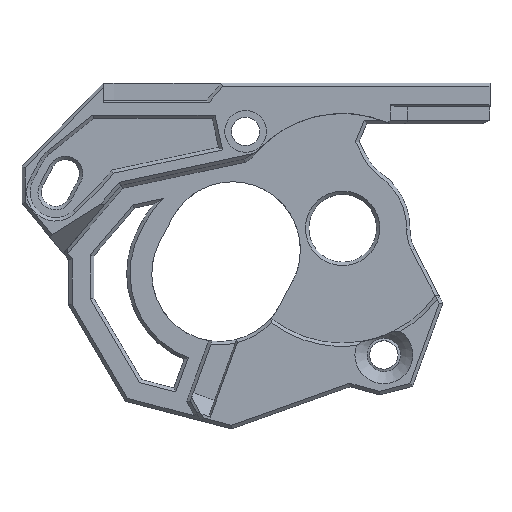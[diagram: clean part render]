
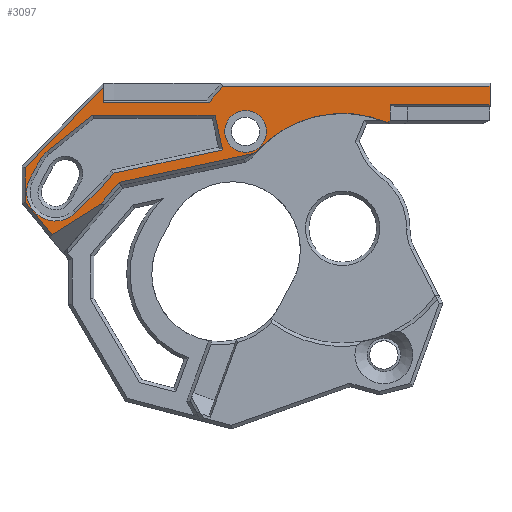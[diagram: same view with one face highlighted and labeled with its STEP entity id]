
A CAD part, top view. The second image highlights one B-rep face of the part: STEP entity #3097.
In plain terms, the highlighted planar face has unit normal (0, 0, 1).
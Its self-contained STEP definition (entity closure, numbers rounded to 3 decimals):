
#66=CIRCLE('',#3302,13.75);
#68=CIRCLE('',#3307,3.45);
#69=CIRCLE('',#3308,47.29);
#70=CIRCLE('',#3309,3.45);
#71=CIRCLE('',#3310,2.5);
#218=ORIENTED_EDGE('',*,*,#1120,.F.);
#219=ORIENTED_EDGE('',*,*,#1121,.F.);
#220=ORIENTED_EDGE('',*,*,#1122,.F.);
#221=ORIENTED_EDGE('',*,*,#1123,.F.);
#222=ORIENTED_EDGE('',*,*,#1124,.F.);
#223=ORIENTED_EDGE('',*,*,#1125,.F.);
#224=ORIENTED_EDGE('',*,*,#1126,.F.);
#225=ORIENTED_EDGE('',*,*,#1127,.F.);
#226=ORIENTED_EDGE('',*,*,#1128,.F.);
#227=ORIENTED_EDGE('',*,*,#1129,.T.);
#228=ORIENTED_EDGE('',*,*,#1107,.F.);
#229=ORIENTED_EDGE('',*,*,#1130,.F.);
#230=ORIENTED_EDGE('',*,*,#1131,.T.);
#231=ORIENTED_EDGE('',*,*,#1132,.T.);
#232=ORIENTED_EDGE('',*,*,#1133,.F.);
#233=ORIENTED_EDGE('',*,*,#1134,.F.);
#234=ORIENTED_EDGE('',*,*,#1135,.F.);
#235=ORIENTED_EDGE('',*,*,#1136,.F.);
#236=ORIENTED_EDGE('',*,*,#1137,.F.);
#237=ORIENTED_EDGE('',*,*,#1138,.F.);
#238=ORIENTED_EDGE('',*,*,#1139,.F.);
#239=ORIENTED_EDGE('',*,*,#1140,.F.);
#240=ORIENTED_EDGE('',*,*,#1141,.F.);
#241=ORIENTED_EDGE('',*,*,#1142,.F.);
#242=ORIENTED_EDGE('',*,*,#1143,.F.);
#243=ORIENTED_EDGE('',*,*,#1115,.F.);
#1107=EDGE_CURVE('',#1558,#1559,#1841,.T.);
#1115=EDGE_CURVE('',#1559,#1565,#66,.T.);
#1120=EDGE_CURVE('',#1569,#1570,#1849,.T.);
#1121=EDGE_CURVE('',#1571,#1569,#68,.T.);
#1122=EDGE_CURVE('',#1572,#1571,#69,.T.);
#1123=EDGE_CURVE('',#1573,#1572,#70,.T.);
#1124=EDGE_CURVE('',#1574,#1573,#1850,.T.);
#1125=EDGE_CURVE('',#1575,#1574,#1851,.T.);
#1126=EDGE_CURVE('',#1576,#1575,#1852,.T.);
#1127=EDGE_CURVE('',#1577,#1576,#1853,.T.);
#1128=EDGE_CURVE('',#1570,#1577,#1854,.T.);
#1129=EDGE_CURVE('',#1578,#1578,#71,.T.);
#1130=EDGE_CURVE('',#1579,#1558,#1855,.T.);
#1131=EDGE_CURVE('',#1579,#1580,#1856,.T.);
#1132=EDGE_CURVE('',#1580,#1581,#1857,.T.);
#1133=EDGE_CURVE('',#1582,#1581,#1858,.T.);
#1134=EDGE_CURVE('',#1583,#1582,#1859,.T.);
#1135=EDGE_CURVE('',#1584,#1583,#1860,.T.);
#1136=EDGE_CURVE('',#1585,#1584,#1861,.T.);
#1137=EDGE_CURVE('',#1586,#1585,#1862,.T.);
#1138=EDGE_CURVE('',#1587,#1586,#1863,.T.);
#1139=EDGE_CURVE('',#1588,#1587,#1864,.T.);
#1140=EDGE_CURVE('',#1589,#1588,#1865,.T.);
#1141=EDGE_CURVE('',#1590,#1589,#1866,.T.);
#1142=EDGE_CURVE('',#1591,#1590,#1867,.T.);
#1143=EDGE_CURVE('',#1565,#1591,#1868,.T.);
#1558=VERTEX_POINT('',#4550);
#1559=VERTEX_POINT('',#4552);
#1565=VERTEX_POINT('',#4568);
#1569=VERTEX_POINT('',#4578);
#1570=VERTEX_POINT('',#4579);
#1571=VERTEX_POINT('',#4581);
#1572=VERTEX_POINT('',#4583);
#1573=VERTEX_POINT('',#4585);
#1574=VERTEX_POINT('',#4587);
#1575=VERTEX_POINT('',#4589);
#1576=VERTEX_POINT('',#4591);
#1577=VERTEX_POINT('',#4593);
#1578=VERTEX_POINT('',#4596);
#1579=VERTEX_POINT('',#4598);
#1580=VERTEX_POINT('',#4600);
#1581=VERTEX_POINT('',#4602);
#1582=VERTEX_POINT('',#4604);
#1583=VERTEX_POINT('',#4606);
#1584=VERTEX_POINT('',#4608);
#1585=VERTEX_POINT('',#4610);
#1586=VERTEX_POINT('',#4612);
#1587=VERTEX_POINT('',#4614);
#1588=VERTEX_POINT('',#4616);
#1589=VERTEX_POINT('',#4618);
#1590=VERTEX_POINT('',#4620);
#1591=VERTEX_POINT('',#4622);
#1841=LINE('',#4551,#2202);
#1849=LINE('',#4577,#2210);
#1850=LINE('',#4586,#2211);
#1851=LINE('',#4588,#2212);
#1852=LINE('',#4590,#2213);
#1853=LINE('',#4592,#2214);
#1854=LINE('',#4594,#2215);
#1855=LINE('',#4597,#2216);
#1856=LINE('',#4599,#2217);
#1857=LINE('',#4601,#2218);
#1858=LINE('',#4603,#2219);
#1859=LINE('',#4605,#2220);
#1860=LINE('',#4607,#2221);
#1861=LINE('',#4609,#2222);
#1862=LINE('',#4611,#2223);
#1863=LINE('',#4613,#2224);
#1864=LINE('',#4615,#2225);
#1865=LINE('',#4617,#2226);
#1866=LINE('',#4619,#2227);
#1867=LINE('',#4621,#2228);
#1868=LINE('',#4623,#2229);
#2202=VECTOR('',#3621,1000.);
#2210=VECTOR('',#3645,1000.);
#2211=VECTOR('',#3652,1000.);
#2212=VECTOR('',#3653,1000.);
#2213=VECTOR('',#3654,1000.);
#2214=VECTOR('',#3655,1000.);
#2215=VECTOR('',#3656,1000.);
#2216=VECTOR('',#3659,1000.);
#2217=VECTOR('',#3660,1000.);
#2218=VECTOR('',#3661,1000.);
#2219=VECTOR('',#3662,1000.);
#2220=VECTOR('',#3663,1000.);
#2221=VECTOR('',#3664,1000.);
#2222=VECTOR('',#3665,1000.);
#2223=VECTOR('',#3666,1000.);
#2224=VECTOR('',#3667,1000.);
#2225=VECTOR('',#3668,1000.);
#2226=VECTOR('',#3669,1000.);
#2227=VECTOR('',#3670,1000.);
#2228=VECTOR('',#3671,1000.);
#2229=VECTOR('',#3672,1000.);
#2541=EDGE_LOOP('',(#218,#219,#220,#221,#222,#223,#224,#225,#226));
#2542=EDGE_LOOP('',(#227));
#2543=EDGE_LOOP('',(#228,#229,#230,#231,#232,#233,#234,#235,#236,#237,#238,
#239,#240,#241,#242,#243));
#2751=FACE_BOUND('',#2541,.T.);
#2752=FACE_BOUND('',#2542,.T.);
#2753=FACE_BOUND('',#2543,.T.);
#2958=PLANE('',#3306);
#3097=ADVANCED_FACE('',(#2751,#2752,#2753),#2958,.F.);
#3302=AXIS2_PLACEMENT_3D('',#4567,#3634,#3635);
#3306=AXIS2_PLACEMENT_3D('',#4576,#3643,#3644);
#3307=AXIS2_PLACEMENT_3D('',#4580,#3646,#3647);
#3308=AXIS2_PLACEMENT_3D('',#4582,#3648,#3649);
#3309=AXIS2_PLACEMENT_3D('',#4584,#3650,#3651);
#3310=AXIS2_PLACEMENT_3D('',#4595,#3657,#3658);
#3621=DIRECTION('',(-0.816,-0.577,0.));
#3634=DIRECTION('',(0.,0.,1.));
#3635=DIRECTION('',(-1.,0.,0.));
#3643=DIRECTION('',(0.,0.,-1.));
#3644=DIRECTION('',(0.,-1.,0.));
#3645=DIRECTION('',(0.714,0.7,0.));
#3646=DIRECTION('',(0.,0.,1.));
#3647=DIRECTION('',(-0.896,0.444,0.));
#3648=DIRECTION('',(0.,0.,1.));
#3649=DIRECTION('',(-0.869,0.494,0.));
#3650=DIRECTION('',(0.,0.,1.));
#3651=DIRECTION('',(-0.869,0.494,0.));
#3652=DIRECTION('',(-0.782,-0.623,0.));
#3653=DIRECTION('',(-1.,0.,0.));
#3654=DIRECTION('',(-0.209,0.978,0.));
#3655=DIRECTION('',(0.978,0.209,0.));
#3656=DIRECTION('',(0.646,0.763,0.));
#3657=DIRECTION('',(0.,0.,-1.));
#3658=DIRECTION('',(1.,0.,0.));
#3659=DIRECTION('',(0.,-1.,0.));
#3660=DIRECTION('',(1.,0.,0.));
#3661=DIRECTION('',(0.,1.,0.));
#3662=DIRECTION('',(1.,0.,0.));
#3663=DIRECTION('',(0.649,0.76,0.));
#3664=DIRECTION('',(1.,0.,0.));
#3665=DIRECTION('',(0.,-1.,0.));
#3666=DIRECTION('',(0.697,0.717,0.));
#3667=DIRECTION('',(0.,1.,0.));
#3668=DIRECTION('',(-0.636,0.772,0.));
#3669=DIRECTION('',(-0.846,-0.532,0.));
#3670=DIRECTION('',(-0.646,-0.763,0.));
#3671=DIRECTION('',(-0.978,-0.209,0.));
#3672=DIRECTION('',(-0.858,-0.514,0.));
#4550=CARTESIAN_POINT('',(5.709,12.891,6.95));
#4551=CARTESIAN_POINT('',(-2.835,6.849,6.95));
#4552=CARTESIAN_POINT('',(5.361,12.644,6.95));
#4567=CARTESIAN_POINT('',(-0.02,-0.009,6.95));
#4568=CARTESIAN_POINT('',(-10.182,9.253,6.95));
#4576=CARTESIAN_POINT('',(-8.842,-3.82,6.95));
#4577=CARTESIAN_POINT('',(-25.941,7.723,6.95));
#4578=CARTESIAN_POINT('',(-31.942,1.845,6.95));
#4579=CARTESIAN_POINT('',(-28.884,4.841,6.95));
#4580=CARTESIAN_POINT('',(-34.356,4.31,6.95));
#4581=CARTESIAN_POINT('',(-37.447,5.842,6.95));
#4582=CARTESIAN_POINT('',(4.923,-15.16,6.95));
#4583=CARTESIAN_POINT('',(-36.182,8.223,6.95));
#4584=CARTESIAN_POINT('',(-33.183,6.517,6.95));
#4585=CARTESIAN_POINT('',(-35.332,9.215,6.95));
#4586=CARTESIAN_POINT('',(-30.405,13.14,6.95));
#4587=CARTESIAN_POINT('',(-29.916,13.53,6.95));
#4588=CARTESIAN_POINT('',(-19.309,13.53,6.95));
#4589=CARTESIAN_POINT('',(-15.266,13.53,6.95));
#4590=CARTESIAN_POINT('',(-13.319,4.419,6.95));
#4591=CARTESIAN_POINT('',(-14.376,9.368,6.95));
#4592=CARTESIAN_POINT('',(-20.964,7.961,6.95));
#4593=CARTESIAN_POINT('',(-27.406,6.585,6.95));
#4594=CARTESIAN_POINT('',(-28.117,5.746,6.95));
#4595=CARTESIAN_POINT('',(-11.607,11.582,6.95));
#4596=CARTESIAN_POINT('',(-9.107,11.582,6.95));
#4597=CARTESIAN_POINT('',(5.709,4.335,6.95));
#4598=CARTESIAN_POINT('',(5.709,14.786,6.95));
#4599=CARTESIAN_POINT('',(-1.712,14.786,6.95));
#4600=CARTESIAN_POINT('',(17.63,14.786,6.95));
#4601=CARTESIAN_POINT('',(17.63,6.774,6.95));
#4602=CARTESIAN_POINT('',(17.63,16.969,6.95));
#4603=CARTESIAN_POINT('',(1.549,16.969,6.95));
#4604=CARTESIAN_POINT('',(-14.349,16.969,6.95));
#4605=CARTESIAN_POINT('',(-20.358,9.934,6.95));
#4606=CARTESIAN_POINT('',(-15.967,15.074,6.95));
#4607=CARTESIAN_POINT('',(-13.973,15.074,6.95));
#4608=CARTESIAN_POINT('',(-28.653,15.074,6.95));
#4609=CARTESIAN_POINT('',(-28.653,17.369,6.95));
#4610=CARTESIAN_POINT('',(-28.653,16.795,6.95));
#4611=CARTESIAN_POINT('',(-28.852,16.589,6.95));
#4612=CARTESIAN_POINT('',(-37.965,7.207,6.95));
#4613=CARTESIAN_POINT('',(-37.965,0.801,6.95));
#4614=CARTESIAN_POINT('',(-37.965,3.135,6.95));
#4615=CARTESIAN_POINT('',(-28.194,-8.718,6.95));
#4616=CARTESIAN_POINT('',(-34.756,-0.759,6.95));
#4617=CARTESIAN_POINT('',(-17.748,9.94,6.95));
#4618=CARTESIAN_POINT('',(-28.973,2.879,6.95));
#4619=CARTESIAN_POINT('',(-28.471,3.471,6.95));
#4620=CARTESIAN_POINT('',(-26.755,5.497,6.95));
#4621=CARTESIAN_POINT('',(-19.075,7.137,6.95));
#4622=CARTESIAN_POINT('',(-10.744,8.917,6.95));
#4623=CARTESIAN_POINT('',(-12.975,7.582,6.95));
